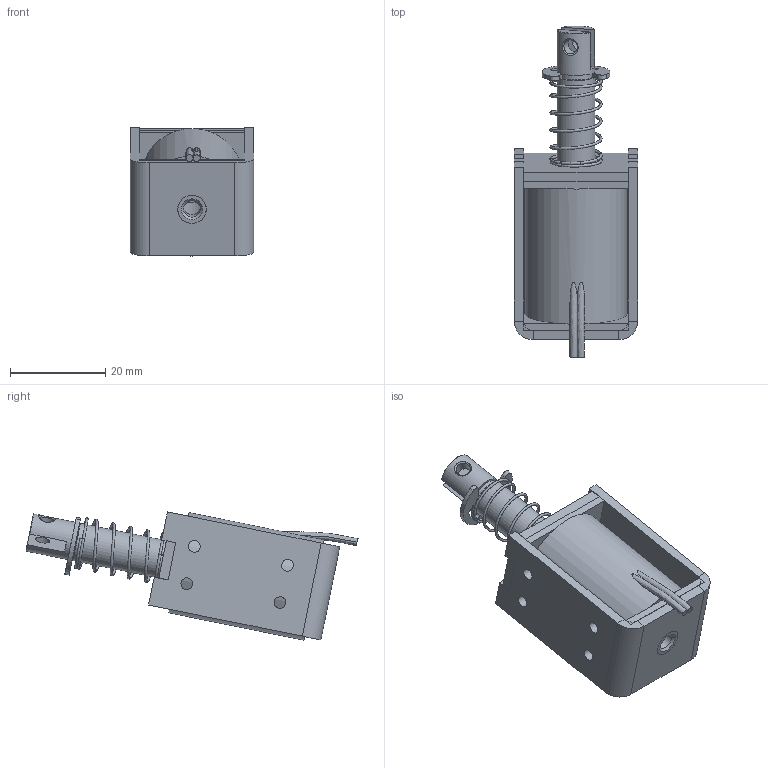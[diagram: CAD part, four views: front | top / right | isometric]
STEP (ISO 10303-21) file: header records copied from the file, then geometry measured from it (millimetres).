
FILE_DESCRIPTION(/* description */ (''),/* implementation_level */ '2;1');
FILE_NAME(/* name */ '0837 solenoid.stp',/* time_stamp */ '2019-06-27T20:00:27+03:00',/* author */ ('Boss'),/* organization */ (''),/* preprocessor_version */ 'ST-DEVELOPER v16.13',/* originating_system */ 'Autodesk Inventor 2018',/* authorisation */ '');
FILE_SCHEMA (('AUTOMOTIVE_DESIGN { 1 0 10303 214 3 1 1 }'));
Length unit declared in the file: millimetre
Products named in the file (10): 0837 solenoid; base; cover; frame; coil; nut; kern; DIN 6799 - 7; Пружина сжатия; Пружина сжатия1
Assembly tree (9 placements, depth 3):
  0837 solenoid
    base
    cover
    frame
    coil
    nut
    kern
    DIN 6799 - 7
    Пружина сжатия
      Пружина сжатия1
Bounding box: 26 x 69.88 x 26.99 mm (x, y, z)
Volume: 15681.9 mm3; surface area: 14520.3 mm2
Topology: 8 solids, 8 shells, 139 faces, 331 edges, 214 vertices
Faces by surface type: plane 79, cylinder 38, bspline 16, cone 6
Full cylindrical faces by diameter (mm): 2.459 x5, 3 x2, 3.5 x1, 6 x2, 7 x1, 8 x4, 10 x3, 12 x1, 21.5 x1
Entity records: 6019 total; most frequent: CARTESIAN_POINT 2527, DIRECTION 664, ORIENTED_EDGE 590, EDGE_CURVE 295, AXIS2_PLACEMENT_3D 251, VERTEX_POINT 203, EDGE_LOOP 193, LINE 162
